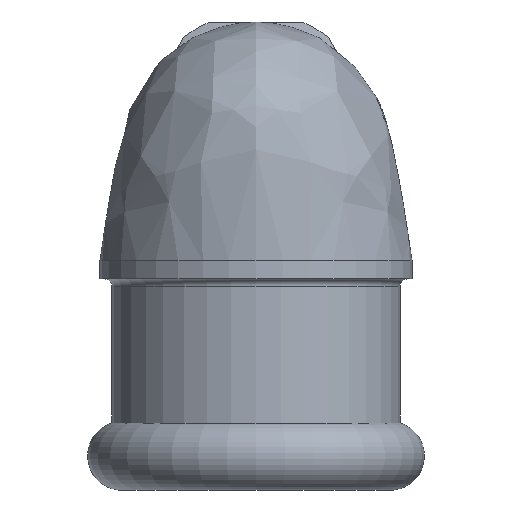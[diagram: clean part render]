
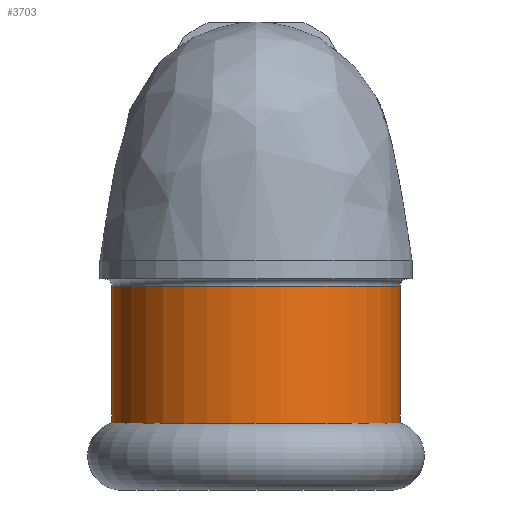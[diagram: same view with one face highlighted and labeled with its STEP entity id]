
A CAD part, front view. The second image highlights one B-rep face of the part: STEP entity #3703.
In plain terms, the highlighted cylindrical face has radius 15.7 mm (diameter 31.4 mm), a full revolution.
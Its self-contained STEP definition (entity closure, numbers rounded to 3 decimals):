
#706=LINE('',#9325,#876);
#876=VECTOR('',#4414,15.7);
#890=CYLINDRICAL_SURFACE('',#3898,15.7);
#1090=FACE_OUTER_BOUND('',#1313,.T.);
#1313=EDGE_LOOP('',(#3410,#3411,#3412,#3413,#3414,#3415,#3416,#3417));
#1328=CIRCLE('',#3738,15.7);
#1329=CIRCLE('',#3739,15.7);
#1334=CIRCLE('',#3744,15.7);
#1383=CIRCLE('',#3889,15.7);
#1384=CIRCLE('',#3890,15.7);
#1388=CIRCLE('',#3894,15.7);
#1406=VERTEX_POINT('',#4475);
#1407=VERTEX_POINT('',#4476);
#1408=VERTEX_POINT('',#4478);
#1770=VERTEX_POINT('',#9308);
#1771=VERTEX_POINT('',#9309);
#1772=VERTEX_POINT('',#9311);
#1788=EDGE_CURVE('',#1406,#1407,#1328,.T.);
#1789=EDGE_CURVE('',#1408,#1406,#1329,.T.);
#1794=EDGE_CURVE('',#1407,#1408,#1334,.T.);
#2329=EDGE_CURVE('',#1770,#1771,#1383,.T.);
#2330=EDGE_CURVE('',#1771,#1772,#1384,.T.);
#2334=EDGE_CURVE('',#1772,#1770,#1388,.T.);
#2337=EDGE_CURVE('',#1771,#1407,#706,.T.);
#3410=ORIENTED_EDGE('',*,*,#2329,.F.);
#3411=ORIENTED_EDGE('',*,*,#2334,.F.);
#3412=ORIENTED_EDGE('',*,*,#2330,.F.);
#3413=ORIENTED_EDGE('',*,*,#2337,.T.);
#3414=ORIENTED_EDGE('',*,*,#1794,.T.);
#3415=ORIENTED_EDGE('',*,*,#1789,.T.);
#3416=ORIENTED_EDGE('',*,*,#1788,.T.);
#3417=ORIENTED_EDGE('',*,*,#2337,.F.);
#3703=ADVANCED_FACE('',(#1090),#890,.T.);
#3738=AXIS2_PLACEMENT_3D('',#4477,#3929,#3930);
#3739=AXIS2_PLACEMENT_3D('',#4479,#3931,#3932);
#3744=AXIS2_PLACEMENT_3D('',#4487,#3941,#3942);
#3889=AXIS2_PLACEMENT_3D('',#9310,#4394,#4395);
#3890=AXIS2_PLACEMENT_3D('',#9312,#4396,#4397);
#3894=AXIS2_PLACEMENT_3D('',#9318,#4404,#4405);
#3898=AXIS2_PLACEMENT_3D('',#9324,#4412,#4413);
#3929=DIRECTION('center_axis',(0.,0.,1.));
#3930=DIRECTION('ref_axis',(0.,-1.,0.));
#3931=DIRECTION('center_axis',(0.,0.,1.));
#3932=DIRECTION('ref_axis',(0.,-1.,0.));
#3941=DIRECTION('center_axis',(0.,0.,1.));
#3942=DIRECTION('ref_axis',(0.,-1.,0.));
#4394=DIRECTION('center_axis',(0.,0.,1.));
#4395=DIRECTION('ref_axis',(0.,1.,0.));
#4396=DIRECTION('center_axis',(0.,0.,1.));
#4397=DIRECTION('ref_axis',(0.,1.,0.));
#4404=DIRECTION('center_axis',(0.,0.,1.));
#4405=DIRECTION('ref_axis',(0.,1.,0.));
#4412=DIRECTION('center_axis',(0.,0.,1.));
#4413=DIRECTION('ref_axis',(0.,-1.,0.));
#4414=DIRECTION('',(0.,0.,-1.));
#4475=CARTESIAN_POINT('',(0.,-15.7,-31.703));
#4476=CARTESIAN_POINT('',(0.,15.7,-31.703));
#4477=CARTESIAN_POINT('Origin',(0.,0.,-31.703));
#4478=CARTESIAN_POINT('',(-15.7,0.,-31.703));
#4479=CARTESIAN_POINT('Origin',(0.,0.,-31.703));
#4487=CARTESIAN_POINT('Origin',(0.,0.,-31.703));
#9308=CARTESIAN_POINT('',(0.,-15.7,-16.8));
#9309=CARTESIAN_POINT('',(0.,15.7,-16.8));
#9310=CARTESIAN_POINT('Origin',(0.,0.,-16.8));
#9311=CARTESIAN_POINT('',(-15.7,0.,-16.8));
#9312=CARTESIAN_POINT('Origin',(0.,0.,-16.8));
#9318=CARTESIAN_POINT('Origin',(0.,0.,-16.8));
#9324=CARTESIAN_POINT('Origin',(0.,0.,-23.851));
#9325=CARTESIAN_POINT('',(0.,15.7,-23.851));
